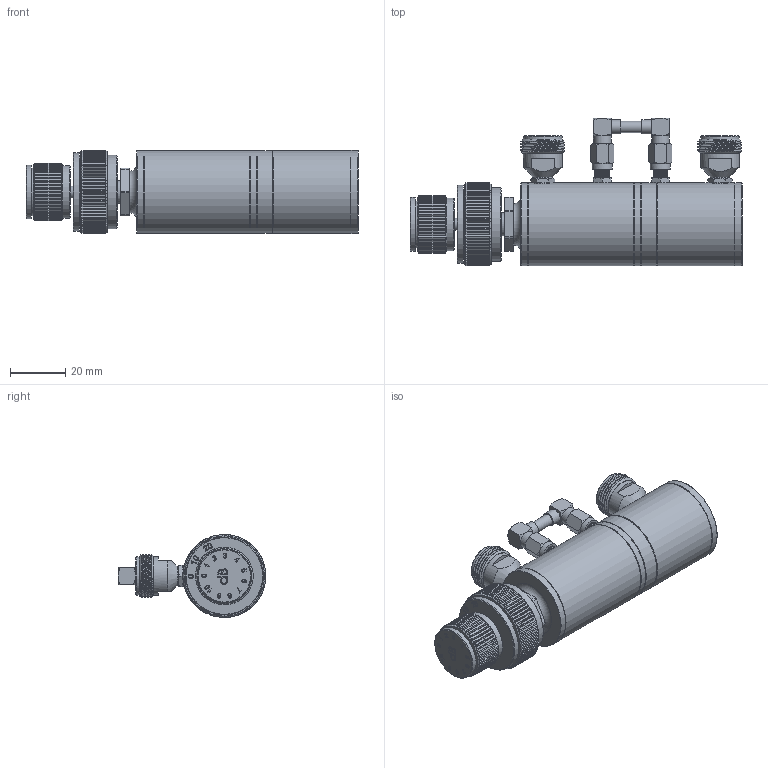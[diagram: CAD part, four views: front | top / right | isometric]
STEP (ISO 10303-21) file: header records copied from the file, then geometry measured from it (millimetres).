
FILE_DESCRIPTION (( 'STEP AP203' ), '1' );
FILE_NAME ('PE70A1036_3D.step', '2022-04-14T21:24:34', ( '' ), ( '' ), 'SwSTEP 2.0', 'SolidWorks 2021', '' );
FILE_SCHEMA (( 'CONFIG_CONTROL_DESIGN' ));
Length unit declared in the file: inch
Products named in the file (1): PE70A1036_3D
Bounding box: 120 x 53.4 x 30 mm (x, y, z)
Volume: 78648.3 mm3; surface area: 19371.9 mm2
Topology: 2 solids, 4 shells, 1233 faces, 2853 edges, 1706 vertices
Faces by surface type: plane 508, cone 362, cylinder 185, bspline 175, torus 3
Full cylindrical faces by diameter (mm): 1.016 x2, 1.524 x2, 2.54 x2, 4.064 x1, 4.227 x2, 4.334 x1, 5.08 x2, 6.35 x2, 7.112 x2, 7.29 x2, 7.366 x2, 7.62 x2, 8.233 x1, 8.382 x2, 13.971 x4, 17.213 x1, 19.008 x1, 19.442 x1, 25.51 x1, 26.527 x1, 28.234 x1, 29.05 x3, 29.854 x2, 29.967 x4, 30 x2
Entity records: 51010 total; most frequent: CARTESIAN_POINT 25715, ORIENTED_EDGE 5524, DIRECTION 4552, EDGE_CURVE 2762, AXIS2_PLACEMENT_3D 1815, VERTEX_POINT 1680, EDGE_LOOP 1376, FACE_OUTER_BOUND 1282
